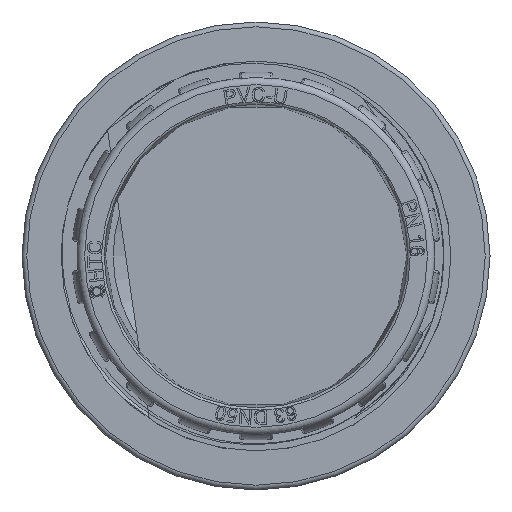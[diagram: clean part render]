
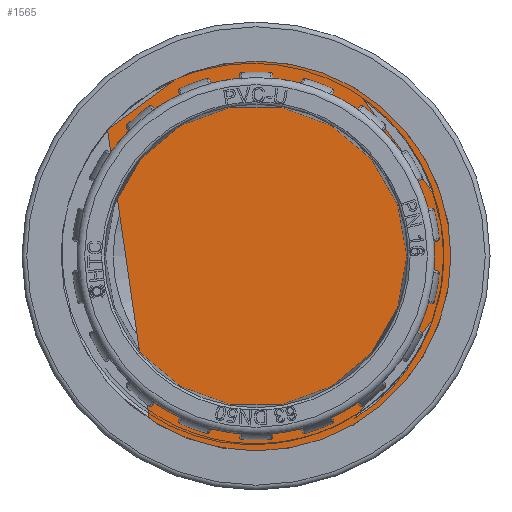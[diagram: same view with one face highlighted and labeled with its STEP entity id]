
A CAD part, front view. The second image highlights one B-rep face of the part: STEP entity #1565.
In plain terms, the highlighted planar face has unit normal (0, -1, 0).
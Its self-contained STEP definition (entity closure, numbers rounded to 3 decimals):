
#472=FACE_OUTER_BOUND('',#4509,.T.);
#1565=ADVANCED_FACE('',(#472),#2461,.T.);
#2461=PLANE('',#17080);
#3096=B_SPLINE_CURVE_WITH_KNOTS('',3,(#29158,#29159,#29160,#29161,#29162,
#29163,#29164,#29165,#29166,#29167,#29168,#29169,#29170,#29171,#29172,#29173,
#29174,#29175),.UNSPECIFIED.,.F.,.F.,(4,2,2,2,2,2,2,2,4),(0.,0.125,0.25,
0.375,0.5,0.625,0.75,0.875,1.),.UNSPECIFIED.);
#3097=B_SPLINE_CURVE_WITH_KNOTS('',3,(#29179,#29180,#29181,#29182,#29183,
#29184,#29185,#29186,#29187,#29188,#29189,#29190,#29191,#29192,#29193,#29194,
#29195,#29196),.UNSPECIFIED.,.F.,.F.,(4,2,2,2,2,2,2,2,4),(0.,0.125,0.25,
0.375,0.5,0.625,0.75,0.875,1.),.UNSPECIFIED.);
#4509=EDGE_LOOP('',(#6570,#6571,#6572,#6573));
#5472=CIRCLE('',#16921,39.288);
#5606=CIRCLE('',#17079,40.767);
#6570=ORIENTED_EDGE('',*,*,#13074,.F.);
#6571=ORIENTED_EDGE('',*,*,#13075,.T.);
#6572=ORIENTED_EDGE('',*,*,#13076,.F.);
#6573=ORIENTED_EDGE('',*,*,#12768,.T.);
#11107=VERTEX_POINT('',#27639);
#11110=VERTEX_POINT('',#28099);
#11374=VERTEX_POINT('',#29176);
#11375=VERTEX_POINT('',#29178);
#12768=EDGE_CURVE('',#11107,#11110,#5472,.T.);
#13074=EDGE_CURVE('',#11374,#11110,#3096,.T.);
#13075=EDGE_CURVE('',#11374,#11375,#5606,.T.);
#13076=EDGE_CURVE('',#11107,#11375,#3097,.T.);
#16921=AXIS2_PLACEMENT_3D('',#28100,#18084,#18085);
#17079=AXIS2_PLACEMENT_3D('',#29177,#18486,#18487);
#17080=AXIS2_PLACEMENT_3D('',#29197,#18488,#18489);
#18084=DIRECTION('',(0.,1.,0.));
#18085=DIRECTION('',(-1.,0.,0.));
#18486=DIRECTION('',(0.,-1.,0.));
#18487=DIRECTION('',(-1.,0.,0.));
#18488=DIRECTION('',(0.,-1.,0.));
#18489=DIRECTION('',(-1.,0.,0.));
#27639=CARTESIAN_POINT('',(1326.76,97.675,13.177));
#28099=CARTESIAN_POINT('',(1326.76,97.675,-13.177));
#28100=CARTESIAN_POINT('',(1289.748,97.675,0.));
#29158=CARTESIAN_POINT('',(1258.684,97.675,-26.4));
#29159=CARTESIAN_POINT('',(1261.014,97.675,-29.048));
#29160=CARTESIAN_POINT('',(1263.632,97.675,-31.341));
#29161=CARTESIAN_POINT('',(1269.428,97.675,-35.235));
#29162=CARTESIAN_POINT('',(1272.609,97.675,-36.819));
#29163=CARTESIAN_POINT('',(1279.183,97.675,-39.088));
#29164=CARTESIAN_POINT('',(1282.671,97.675,-39.806));
#29165=CARTESIAN_POINT('',(1289.625,97.675,-40.308));
#29166=CARTESIAN_POINT('',(1293.125,97.675,-40.108));
#29167=CARTESIAN_POINT('',(1300.032,97.675,-38.787));
#29168=CARTESIAN_POINT('',(1303.333,97.675,-37.691));
#29169=CARTESIAN_POINT('',(1309.633,97.675,-34.639));
#29170=CARTESIAN_POINT('',(1312.586,97.675,-32.69));
#29171=CARTESIAN_POINT('',(1317.842,97.675,-28.126));
#29172=CARTESIAN_POINT('',(1320.204,97.675,-25.452));
#29173=CARTESIAN_POINT('',(1324.08,97.675,-19.67));
#29174=CARTESIAN_POINT('',(1325.646,97.675,-16.494));
#29175=CARTESIAN_POINT('',(1326.76,97.675,-13.177));
#29176=CARTESIAN_POINT('',(1258.684,97.675,-26.4));
#29177=CARTESIAN_POINT('',(1289.748,97.675,0.));
#29178=CARTESIAN_POINT('',(1258.684,97.675,26.4));
#29179=CARTESIAN_POINT('',(1326.76,97.675,13.177));
#29180=CARTESIAN_POINT('',(1325.638,97.675,16.519));
#29181=CARTESIAN_POINT('',(1324.068,97.675,19.691));
#29182=CARTESIAN_POINT('',(1320.192,97.675,25.467));
#29183=CARTESIAN_POINT('',(1317.833,97.675,28.136));
#29184=CARTESIAN_POINT('',(1312.568,97.675,32.703));
#29185=CARTESIAN_POINT('',(1309.632,97.675,34.641));
#29186=CARTESIAN_POINT('',(1303.315,97.675,37.699));
#29187=CARTESIAN_POINT('',(1300.013,97.675,38.791));
#29188=CARTESIAN_POINT('',(1293.125,97.675,40.107));
#29189=CARTESIAN_POINT('',(1289.607,97.675,40.308));
#29190=CARTESIAN_POINT('',(1282.66,97.675,39.804));
#29191=CARTESIAN_POINT('',(1279.17,97.675,39.085));
#29192=CARTESIAN_POINT('',(1272.596,97.675,36.813));
#29193=CARTESIAN_POINT('',(1269.421,97.675,35.232));
#29194=CARTESIAN_POINT('',(1263.623,97.675,31.334));
#29195=CARTESIAN_POINT('',(1261.008,97.675,29.041));
#29196=CARTESIAN_POINT('',(1258.684,97.675,26.4));
#29197=CARTESIAN_POINT('',(1289.748,97.675,0.));
